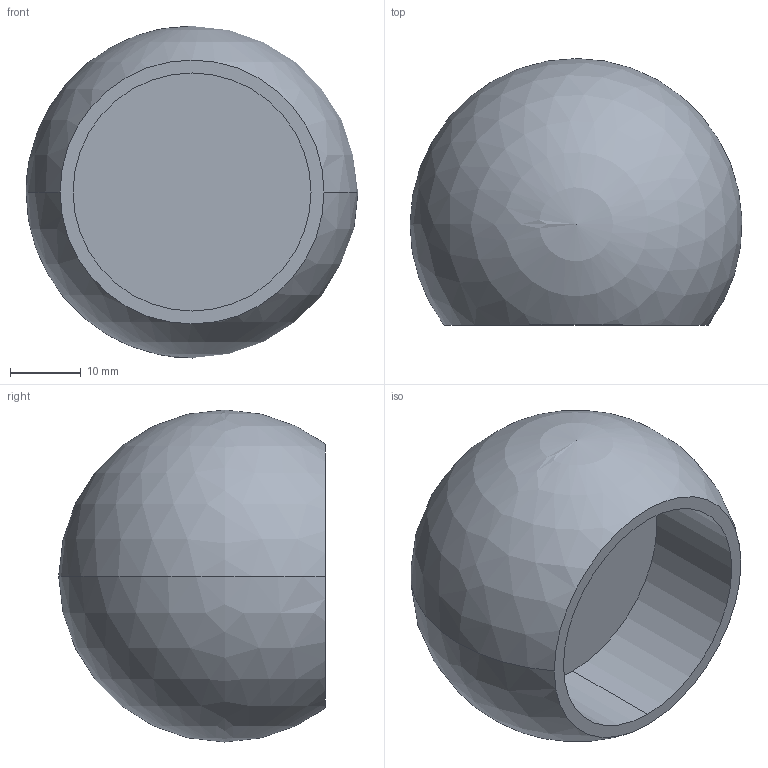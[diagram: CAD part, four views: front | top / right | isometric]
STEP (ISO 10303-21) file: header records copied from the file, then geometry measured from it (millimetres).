
FILE_DESCRIPTION (( 'STEP AP203' ), '1' );
FILE_NAME ('3D_GR1244_33.7x2_188702220.STEP', '2024-10-14T11:26:28', ( '' ), ( '' ), 'SwSTEP 2.0', 'SolidWorks 2024', '' );
FILE_SCHEMA (( 'CONFIG_CONTROL_DESIGN' ));
Length unit declared in the file: millimetre
Products named in the file (1): 3D_GR1244_33.7x2_188702220
Bounding box: 46.99 x 37.75 x 47 mm (x, y, z)
Volume: 35494.3 mm3; surface area: 8259.1 mm2
Topology: 1 solids, 1 shells, 6 faces, 15 edges, 10 vertices
Faces by surface type: sphere 2, cylinder 2, plane 2
Entity records: 227 total; most frequent: DIRECTION 32, CARTESIAN_POINT 24, ORIENTED_EDGE 20, AXIS2_PLACEMENT_3D 15, EDGE_CURVE 10, CIRCLE 8, PERSON_AND_ORGANIZATION 8, VERTEX_POINT 7
